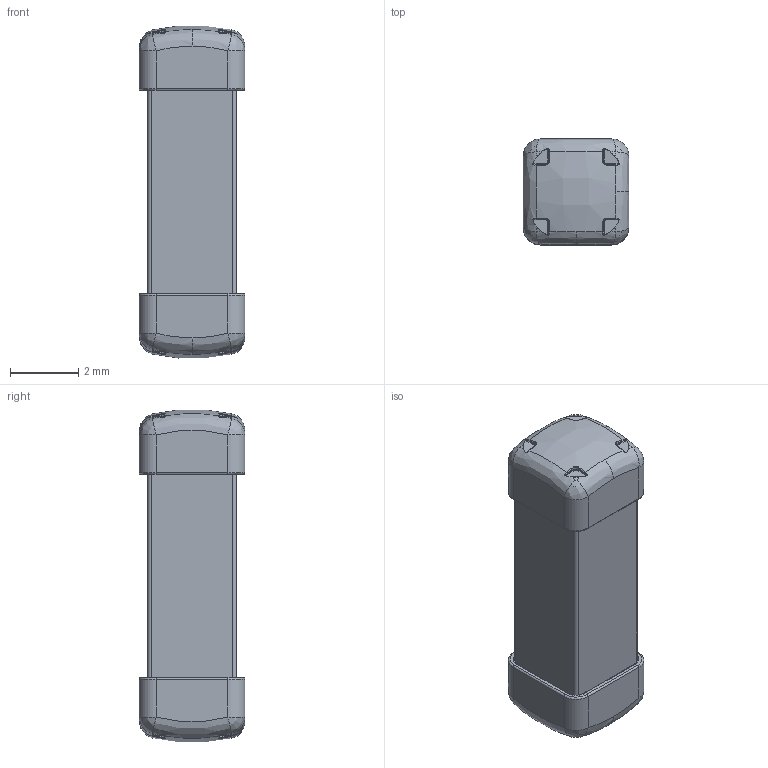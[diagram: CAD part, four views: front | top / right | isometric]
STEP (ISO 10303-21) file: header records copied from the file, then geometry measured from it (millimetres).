
FILE_DESCRIPTION (( 'STEP AP214' ), '1' );
FILE_NAME ('User Library-FUSE 25A.STEP', '2018-01-17T14:41:21', ( '' ), ( '' ), 'SwSTEP 2.0', 'SolidWorks 2018', '' );
FILE_SCHEMA (( 'AUTOMOTIVE_DESIGN' ));
Length unit declared in the file: millimetre
Products named in the file (1): User Library-FUSE 25A
Bounding box: 3.1 x 3.1 x 9.74 mm (x, y, z)
Volume: 68.2 mm3; surface area: 209.9 mm2
Topology: 3 solids, 3 shells, 316 faces, 791 edges, 482 vertices
Faces by surface type: bspline 169, plane 87, cylinder 60
Entity records: 15792 total; most frequent: CARTESIAN_POINT 6016, ORIENTED_EDGE 1566, DIRECTION 905, EDGE_CURVE 783, VERTEX_POINT 482, AXIS2_PLACEMENT_3D 328, EDGE_LOOP 325, UNCERTAINTY_MEASURE_WITH_UNIT 321
